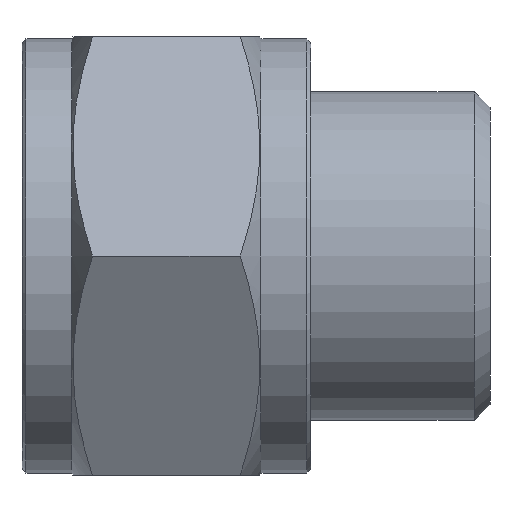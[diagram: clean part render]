
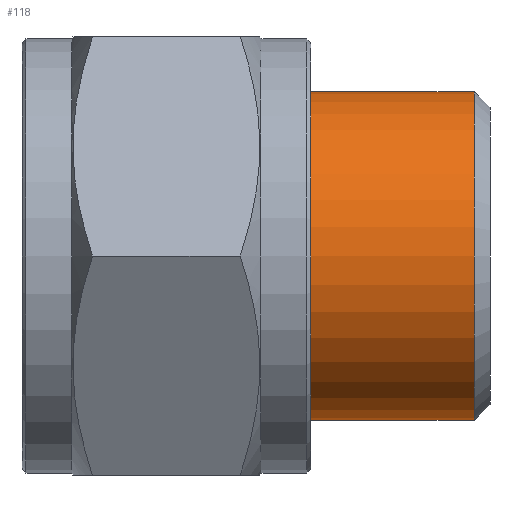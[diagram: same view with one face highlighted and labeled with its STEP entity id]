
A CAD part, left-side view. The second image highlights one B-rep face of the part: STEP entity #118.
In plain terms, the highlighted cylindrical face has radius 8.25 mm (diameter 16.5 mm), a partial arc.
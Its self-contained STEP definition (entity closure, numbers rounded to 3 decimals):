
#104 = ORIENTED_EDGE ( 'NONE', *, *, #117, .F. ) ;
#117 = EDGE_CURVE ( 'NONE', #138, #182, #736, .T. ) ;
#118 = ADVANCED_FACE ( 'NONE', ( #731 ), #730, .T. ) ;
#119 = EDGE_LOOP ( 'NONE', ( #120, #121, #123, #104 ) ) ;
#120 = ORIENTED_EDGE ( 'NONE', *, *, #181, .F. ) ;
#121 = ORIENTED_EDGE ( 'NONE', *, *, #122, .T. ) ;
#122 = EDGE_CURVE ( 'NONE', #187, #186, #728, .T. ) ;
#123 = ORIENTED_EDGE ( 'NONE', *, *, #137, .T. ) ;
#137 = EDGE_CURVE ( 'NONE', #186, #182, #692, .T. ) ;
#138 = VERTEX_POINT ( 'NONE', #688 ) ;
#181 = EDGE_CURVE ( 'NONE', #187, #138, #619, .T. ) ;
#182 = VERTEX_POINT ( 'NONE', #615 ) ;
#186 = VERTEX_POINT ( 'NONE', #587 ) ;
#187 = VERTEX_POINT ( 'NONE', #614 ) ;
#587 = CARTESIAN_POINT ( 'NONE',  ( 0., 9., -8.25 ) ) ;
#614 = CARTESIAN_POINT ( 'NONE',  ( 0., 9., 8.25 ) ) ;
#615 = CARTESIAN_POINT ( 'NONE',  ( 0., 0.8, -8.25 ) ) ;
#616 = DIRECTION ( 'NONE',  ( 0., -1., 0. ) ) ;
#617 = VECTOR ( 'NONE', #616, 1000. ) ;
#618 = CARTESIAN_POINT ( 'NONE',  ( 0., -9.532, 8.25 ) ) ;
#619 = LINE ( 'NONE', #618, #617 ) ;
#688 = CARTESIAN_POINT ( 'NONE',  ( 0., 0.8, 8.25 ) ) ;
#689 = DIRECTION ( 'NONE',  ( 0., -1., 0. ) ) ;
#690 = VECTOR ( 'NONE', #689, 1000. ) ;
#691 = CARTESIAN_POINT ( 'NONE',  ( 0., -9.532, -8.25 ) ) ;
#692 = LINE ( 'NONE', #691, #690 ) ;
#720 = DIRECTION ( 'NONE',  ( 0., 0., -1. ) ) ;
#721 = DIRECTION ( 'NONE',  ( 0., -1., 0. ) ) ;
#722 = CARTESIAN_POINT ( 'NONE',  ( 0., 9., 0. ) ) ;
#723 = AXIS2_PLACEMENT_3D ( 'NONE', #722, #721, #720 ) ;
#725 = DIRECTION ( 'NONE',  ( 0., 0., -1. ) ) ;
#726 = DIRECTION ( 'NONE',  ( 0., -1., 0. ) ) ;
#727 = AXIS2_PLACEMENT_3D ( 'NONE', #729, #726, #725 ) ;
#728 = CIRCLE ( 'NONE', #723, 8.25 ) ;
#729 = CARTESIAN_POINT ( 'NONE',  ( 0., -9.532, 0. ) ) ;
#730 = CYLINDRICAL_SURFACE ( 'NONE', #727, 8.25 ) ;
#731 = FACE_OUTER_BOUND ( 'NONE', #119, .T. ) ;
#732 = DIRECTION ( 'NONE',  ( 0., 0., -1. ) ) ;
#733 = DIRECTION ( 'NONE',  ( 0., -1., 0. ) ) ;
#734 = CARTESIAN_POINT ( 'NONE',  ( 0., 0.8, 0. ) ) ;
#735 = AXIS2_PLACEMENT_3D ( 'NONE', #734, #733, #732 ) ;
#736 = CIRCLE ( 'NONE', #735, 8.25 ) ;
